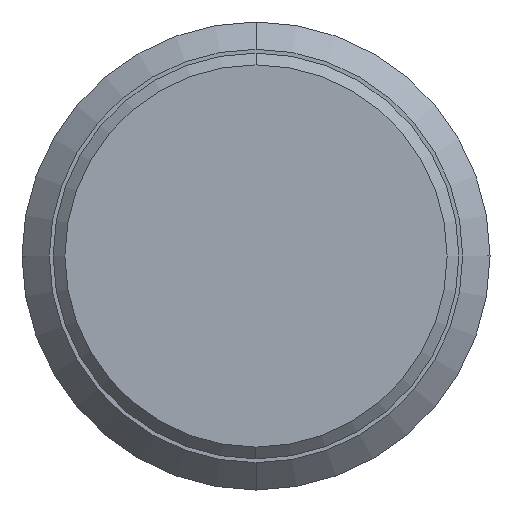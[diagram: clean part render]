
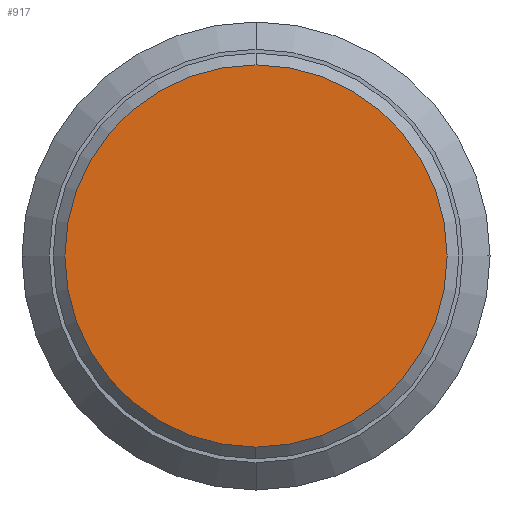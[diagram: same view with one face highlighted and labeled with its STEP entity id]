
A CAD part, front view. The second image highlights one B-rep face of the part: STEP entity #917.
In plain terms, the highlighted planar face has unit normal (0, -1, 0).
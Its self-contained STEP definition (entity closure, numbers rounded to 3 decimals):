
#917=ADVANCED_FACE('',(#2054),#2055,.T.);
#2054=FACE_OUTER_BOUND('',#3406,.T.);
#2055=PLANE('',#3407);
#3406=EDGE_LOOP('',(#5938,#5939));
#3407=AXIS2_PLACEMENT_3D('',#5940,#5941,#5942);
#5938=ORIENTED_EDGE('',*,*,#8487,.T.);
#5939=ORIENTED_EDGE('',*,*,#8616,.T.);
#5940=CARTESIAN_POINT('',(0.0,-8.0,2.45));
#5941=DIRECTION('',(0.0,-1.0,0.0));
#5942=DIRECTION('',(0.0,0.0,1.0));
#8487=EDGE_CURVE('',#10279,#10281,#10283,.T.);
#8616=EDGE_CURVE('',#10281,#10279,#10467,.T.);
#10279=VERTEX_POINT('',#12993);
#10281=VERTEX_POINT('',#12996);
#10283=CIRCLE('',#12999,4.9);
#10467=CIRCLE('',#13423,4.9);
#12993=CARTESIAN_POINT('',(0.0,-8.0,4.9));
#12996=CARTESIAN_POINT('',(0.,-8.0,-4.9));
#12999=AXIS2_PLACEMENT_3D('',#14966,#14967,#14968);
#13423=AXIS2_PLACEMENT_3D('',#15143,#15144,#15145);
#14966=CARTESIAN_POINT('',(0.0,-8.0,0.0));
#14967=DIRECTION('',(0.0,-1.0,0.0));
#14968=DIRECTION('',(0.0,0.0,1.0));
#15143=CARTESIAN_POINT('',(0.0,-8.0,0.0));
#15144=DIRECTION('',(0.0,-1.0,0.0));
#15145=DIRECTION('',(0.0,0.0,1.0));
